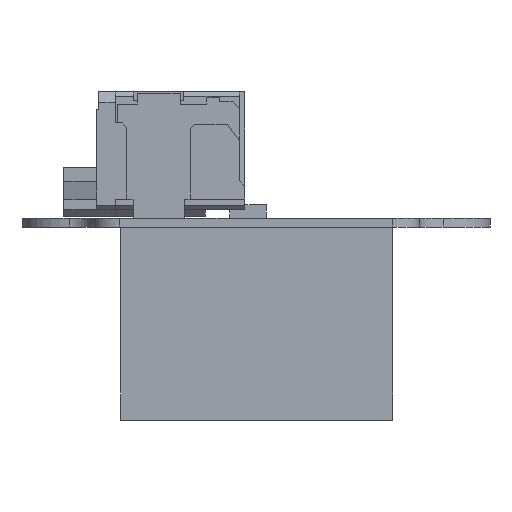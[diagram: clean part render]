
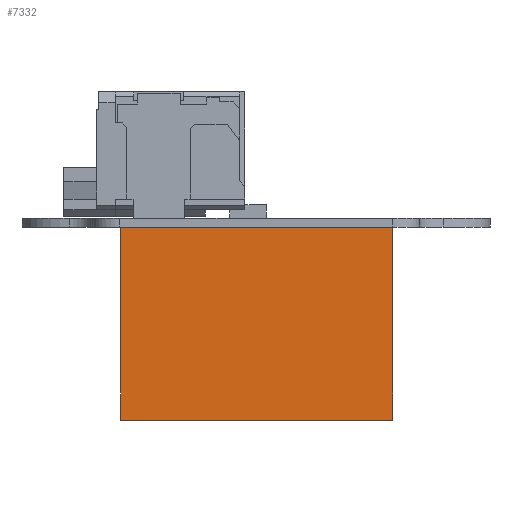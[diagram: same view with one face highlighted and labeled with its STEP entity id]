
A CAD part, front view. The second image highlights one B-rep face of the part: STEP entity #7332.
In plain terms, the highlighted planar face has unit normal (0, -1, 0).
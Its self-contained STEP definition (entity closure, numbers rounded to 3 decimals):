
#7234 = EDGE_CURVE('',#7235,#7237,#7239,.T.);
#7235 = VERTEX_POINT('',#7236);
#7236 = CARTESIAN_POINT('',(12.05,10.55,-9.411)
  );
#7237 = VERTEX_POINT('',#7238);
#7238 = CARTESIAN_POINT('',(12.05,10.55,-0.411)
  );
#7239 = LINE('',#7240,#7241);
#7240 = CARTESIAN_POINT('',(12.05,10.55,-9.411)
  );
#7241 = VECTOR('',#7242,1.);
#7242 = DIRECTION('',(0.,0.,1.));
#7307 = VERTEX_POINT('',#7308);
#7308 = CARTESIAN_POINT('',(24.75,10.55,-0.411)
  );
#7314 = EDGE_CURVE('',#7315,#7307,#7317,.T.);
#7315 = VERTEX_POINT('',#7316);
#7316 = CARTESIAN_POINT('',(24.75,10.55,-9.411)
  );
#7317 = LINE('',#7318,#7319);
#7318 = CARTESIAN_POINT('',(24.75,10.55,-9.411)
  );
#7319 = VECTOR('',#7320,1.);
#7320 = DIRECTION('',(0.,0.,1.));
#7332 = ADVANCED_FACE('',(#7333),#7349,.T.);
#7333 = FACE_BOUND('',#7334,.T.);
#7334 = EDGE_LOOP('',(#7335,#7336,#7342,#7343));
#7335 = ORIENTED_EDGE('',*,*,#7314,.T.);
#7336 = ORIENTED_EDGE('',*,*,#7337,.T.);
#7337 = EDGE_CURVE('',#7307,#7237,#7338,.T.);
#7338 = LINE('',#7339,#7340);
#7339 = CARTESIAN_POINT('',(24.75,10.55,-0.411)
  );
#7340 = VECTOR('',#7341,1.);
#7341 = DIRECTION('',(-1.,0.,0.));
#7342 = ORIENTED_EDGE('',*,*,#7234,.F.);
#7343 = ORIENTED_EDGE('',*,*,#7344,.F.);
#7344 = EDGE_CURVE('',#7315,#7235,#7345,.T.);
#7345 = LINE('',#7346,#7347);
#7346 = CARTESIAN_POINT('',(24.75,10.55,-9.411)
  );
#7347 = VECTOR('',#7348,1.);
#7348 = DIRECTION('',(-1.,0.,0.));
#7349 = PLANE('',#7350);
#7350 = AXIS2_PLACEMENT_3D('',#7351,#7352,#7353);
#7351 = CARTESIAN_POINT('',(24.75,10.55,-9.411)
  );
#7352 = DIRECTION('',(0.,-1.,0.));
#7353 = DIRECTION('',(-1.,0.,0.));
